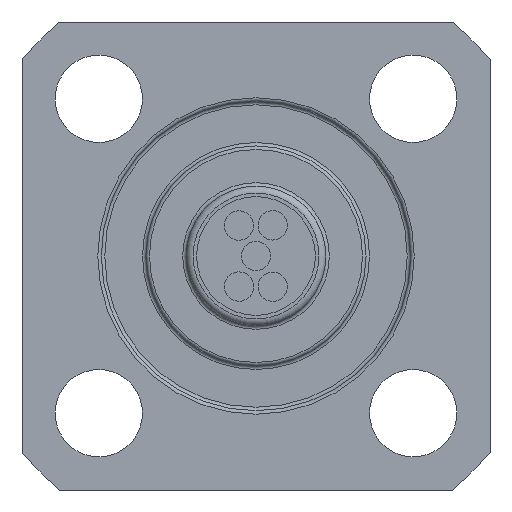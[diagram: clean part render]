
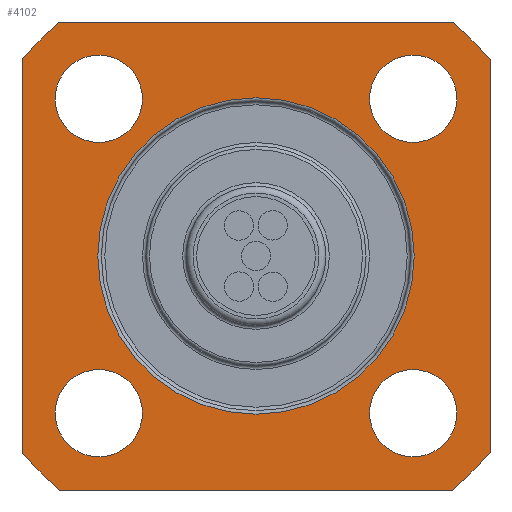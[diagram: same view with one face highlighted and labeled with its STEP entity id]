
A CAD part, left-side view. The second image highlights one B-rep face of the part: STEP entity #4102.
In plain terms, the highlighted planar face has unit normal (-1, 0, 0).
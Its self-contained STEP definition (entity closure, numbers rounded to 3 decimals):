
#68=FACE_BOUND('',#668,.T.);
#69=FACE_BOUND('',#669,.T.);
#70=FACE_BOUND('',#670,.T.);
#71=FACE_BOUND('',#671,.T.);
#72=FACE_BOUND('',#672,.T.);
#150=PLANE('',#4405);
#428=FACE_OUTER_BOUND('',#667,.T.);
#667=EDGE_LOOP('',(#3497,#3498,#3499,#3500,#3501,#3502,#3503,#3504));
#668=EDGE_LOOP('',(#3505));
#669=EDGE_LOOP('',(#3506));
#670=EDGE_LOOP('',(#3507));
#671=EDGE_LOOP('',(#3508));
#672=EDGE_LOOP('',(#3509));
#759=CIRCLE('',#4282,1.588);
#761=CIRCLE('',#4285,1.588);
#763=CIRCLE('',#4288,1.588);
#765=CIRCLE('',#4291,1.588);
#766=CIRCLE('',#4293,5.753);
#828=CIRCLE('',#4389,11.113);
#830=CIRCLE('',#4393,11.113);
#832=CIRCLE('',#4397,11.113);
#834=CIRCLE('',#4401,11.113);
#1251=LINE('',#7529,#1527);
#1255=LINE('',#7541,#1531);
#1259=LINE('',#7553,#1535);
#1264=LINE('',#7566,#1540);
#1527=VECTOR('',#5177,1000.);
#1531=VECTOR('',#5189,1000.);
#1535=VECTOR('',#5201,1000.);
#1540=VECTOR('',#5216,1000.);
#1830=VERTEX_POINT('',#7170);
#1832=VERTEX_POINT('',#7176);
#1834=VERTEX_POINT('',#7182);
#1836=VERTEX_POINT('',#7188);
#1837=VERTEX_POINT('',#7192);
#1895=VERTEX_POINT('',#7519);
#1896=VERTEX_POINT('',#7520);
#1899=VERTEX_POINT('',#7528);
#1901=VERTEX_POINT('',#7534);
#1903=VERTEX_POINT('',#7540);
#1905=VERTEX_POINT('',#7546);
#1907=VERTEX_POINT('',#7552);
#1909=VERTEX_POINT('',#7558);
#2339=EDGE_CURVE('',#1830,#1830,#759,.T.);
#2342=EDGE_CURVE('',#1832,#1832,#761,.T.);
#2345=EDGE_CURVE('',#1834,#1834,#763,.T.);
#2348=EDGE_CURVE('',#1836,#1836,#765,.T.);
#2349=EDGE_CURVE('',#1837,#1837,#766,.T.);
#2440=EDGE_CURVE('',#1895,#1896,#828,.T.);
#2444=EDGE_CURVE('',#1895,#1899,#1251,.T.);
#2447=EDGE_CURVE('',#1901,#1899,#830,.T.);
#2450=EDGE_CURVE('',#1901,#1903,#1255,.T.);
#2453=EDGE_CURVE('',#1905,#1903,#832,.T.);
#2456=EDGE_CURVE('',#1907,#1905,#1259,.T.);
#2459=EDGE_CURVE('',#1909,#1907,#834,.T.);
#2463=EDGE_CURVE('',#1896,#1909,#1264,.T.);
#3497=ORIENTED_EDGE('',*,*,#2463,.T.);
#3498=ORIENTED_EDGE('',*,*,#2459,.T.);
#3499=ORIENTED_EDGE('',*,*,#2456,.T.);
#3500=ORIENTED_EDGE('',*,*,#2453,.T.);
#3501=ORIENTED_EDGE('',*,*,#2450,.F.);
#3502=ORIENTED_EDGE('',*,*,#2447,.T.);
#3503=ORIENTED_EDGE('',*,*,#2444,.F.);
#3504=ORIENTED_EDGE('',*,*,#2440,.T.);
#3505=ORIENTED_EDGE('',*,*,#2339,.F.);
#3506=ORIENTED_EDGE('',*,*,#2342,.F.);
#3507=ORIENTED_EDGE('',*,*,#2345,.F.);
#3508=ORIENTED_EDGE('',*,*,#2349,.T.);
#3509=ORIENTED_EDGE('',*,*,#2348,.F.);
#4102=ADVANCED_FACE('',(#428,#68,#69,#70,#71,#72),#150,.F.);
#4282=AXIS2_PLACEMENT_3D('',#7172,#4931,#4932);
#4285=AXIS2_PLACEMENT_3D('',#7178,#4938,#4939);
#4288=AXIS2_PLACEMENT_3D('',#7184,#4945,#4946);
#4291=AXIS2_PLACEMENT_3D('',#7190,#4952,#4953);
#4293=AXIS2_PLACEMENT_3D('',#7193,#4956,#4957);
#4389=AXIS2_PLACEMENT_3D('',#7521,#5169,#5170);
#4393=AXIS2_PLACEMENT_3D('',#7535,#5182,#5183);
#4397=AXIS2_PLACEMENT_3D('',#7547,#5194,#5195);
#4401=AXIS2_PLACEMENT_3D('',#7559,#5206,#5207);
#4405=AXIS2_PLACEMENT_3D('',#7567,#5217,#5218);
#4931=DIRECTION('center_axis',(-1.,0.,0.));
#4932=DIRECTION('ref_axis',(0.,0.,1.));
#4938=DIRECTION('center_axis',(-1.,0.,0.));
#4939=DIRECTION('ref_axis',(0.,0.,1.));
#4945=DIRECTION('center_axis',(-1.,0.,0.));
#4946=DIRECTION('ref_axis',(0.,0.,1.));
#4952=DIRECTION('center_axis',(-1.,0.,0.));
#4953=DIRECTION('ref_axis',(0.,0.,1.));
#4956=DIRECTION('center_axis',(1.,0.,0.));
#4957=DIRECTION('ref_axis',(0.,0.,-1.));
#5169=DIRECTION('center_axis',(-1.,0.,0.));
#5170=DIRECTION('ref_axis',(0.,0.,1.));
#5177=DIRECTION('',(0.,0.,-1.));
#5182=DIRECTION('center_axis',(-1.,0.,0.));
#5183=DIRECTION('ref_axis',(0.,0.,1.));
#5189=DIRECTION('',(0.,1.,0.));
#5194=DIRECTION('center_axis',(-1.,0.,0.));
#5195=DIRECTION('ref_axis',(0.,0.,1.));
#5201=DIRECTION('',(0.,0.,-1.));
#5206=DIRECTION('center_axis',(-1.,0.,0.));
#5207=DIRECTION('ref_axis',(0.,0.,1.));
#5216=DIRECTION('',(0.,1.,0.));
#5217=DIRECTION('center_axis',(1.,0.,0.));
#5218=DIRECTION('ref_axis',(0.,0.,-1.));
#7170=CARTESIAN_POINT('',(-4.775,5.715,4.128));
#7172=CARTESIAN_POINT('Origin',(-4.775,5.715,5.715));
#7176=CARTESIAN_POINT('',(-4.775,-5.715,4.128));
#7178=CARTESIAN_POINT('Origin',(-4.775,-5.715,5.715));
#7182=CARTESIAN_POINT('',(-4.775,-5.715,-7.303));
#7184=CARTESIAN_POINT('Origin',(-4.775,-5.715,-5.715));
#7188=CARTESIAN_POINT('',(-4.775,5.715,-7.303));
#7190=CARTESIAN_POINT('Origin',(-4.775,5.715,-5.715));
#7192=CARTESIAN_POINT('',(-4.775,0.,5.753));
#7193=CARTESIAN_POINT('Origin',(-4.775,0.,0.));
#7519=CARTESIAN_POINT('',(-4.775,-8.509,7.147));
#7520=CARTESIAN_POINT('',(-4.775,-7.147,8.509));
#7521=CARTESIAN_POINT('Origin',(-4.775,0.,0.));
#7528=CARTESIAN_POINT('',(-4.775,-8.509,-7.147));
#7529=CARTESIAN_POINT('',(-4.775,-8.509,0.));
#7534=CARTESIAN_POINT('',(-4.775,-7.147,-8.509));
#7535=CARTESIAN_POINT('Origin',(-4.775,0.,0.));
#7540=CARTESIAN_POINT('',(-4.775,7.147,-8.509));
#7541=CARTESIAN_POINT('',(-4.775,0.,-8.509));
#7546=CARTESIAN_POINT('',(-4.775,8.509,-7.147));
#7547=CARTESIAN_POINT('Origin',(-4.775,0.,0.));
#7552=CARTESIAN_POINT('',(-4.775,8.509,7.147));
#7553=CARTESIAN_POINT('',(-4.775,8.509,0.));
#7558=CARTESIAN_POINT('',(-4.775,7.147,8.509));
#7559=CARTESIAN_POINT('Origin',(-4.775,0.,0.));
#7566=CARTESIAN_POINT('',(-4.775,0.,8.509));
#7567=CARTESIAN_POINT('Origin',(-4.775,0.,0.));
